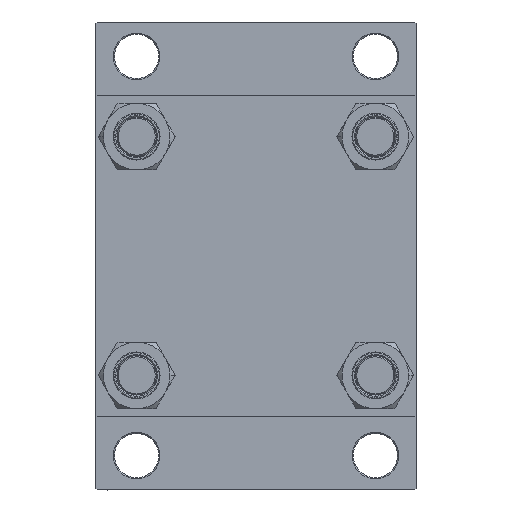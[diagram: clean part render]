
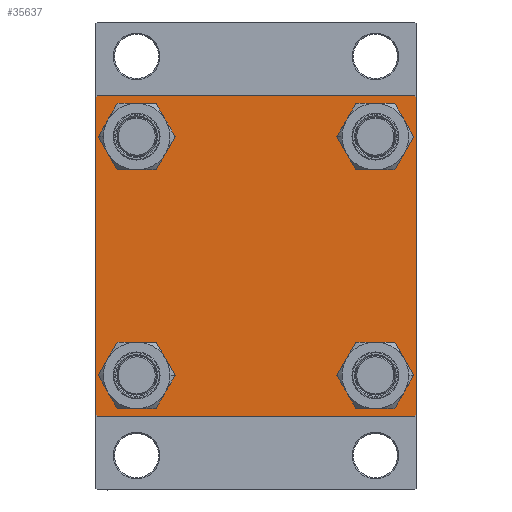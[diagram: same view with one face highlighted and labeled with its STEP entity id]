
A CAD part, left-side view. The second image highlights one B-rep face of the part: STEP entity #35637.
In plain terms, the highlighted planar face has unit normal (-1, 0, 0).
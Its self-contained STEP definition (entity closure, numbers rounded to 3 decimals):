
#211 = CARTESIAN_POINT ( 'NONE',  ( 0., 65., 65. ) ) ;
#262 = LINE ( 'NONE', #7261, #17173 ) ;
#1207 = ORIENTED_EDGE ( 'NONE', *, *, #40591, .T. ) ;
#1378 = CARTESIAN_POINT ( 'NONE',  ( 0., -48.45, 48.45 ) ) ;
#2286 = EDGE_CURVE ( 'NONE', #32767, #15300, #34925, .T. ) ;
#2287 = CARTESIAN_POINT ( 'NONE',  ( 0., 65., -64.5 ) ) ;
#2614 = CARTESIAN_POINT ( 'NONE',  ( 0., -65., 64.5 ) ) ;
#3733 = VECTOR ( 'NONE', #22666, 1000. ) ;
#4289 = ORIENTED_EDGE ( 'NONE', *, *, #15063, .F. ) ;
#4290 = CARTESIAN_POINT ( 'NONE',  ( 0., -48.45, -48.45 ) ) ;
#4347 = ORIENTED_EDGE ( 'NONE', *, *, #44089, .T. ) ;
#4994 = DIRECTION ( 'NONE',  ( 1., 0., 0. ) ) ;
#5104 = PLANE ( 'NONE',  #13547 ) ;
#5728 = CARTESIAN_POINT ( 'NONE',  ( 0., 64.75, -64.75 ) ) ;
#5813 = FACE_OUTER_BOUND ( 'NONE', #39518, .T. ) ;
#5841 = CARTESIAN_POINT ( 'NONE',  ( 0., 48.45, -48.45 ) ) ;
#6386 = EDGE_CURVE ( 'NONE', #41051, #45903, #34306, .T. ) ;
#7151 = EDGE_CURVE ( 'NONE', #15300, #44068, #35686, .T. ) ;
#7171 = VERTEX_POINT ( 'NONE', #2614 ) ;
#7261 = CARTESIAN_POINT ( 'NONE',  ( 0., -64.75, 64.75 ) ) ;
#7433 = CARTESIAN_POINT ( 'NONE',  ( 0., -65., -64.5 ) ) ;
#7487 = ORIENTED_EDGE ( 'NONE', *, *, #2286, .T. ) ;
#8376 = DIRECTION ( 'NONE',  ( 0., -1., 0. ) ) ;
#8545 = DIRECTION ( 'NONE',  ( 0., 0., 1. ) ) ;
#9200 = FACE_BOUND ( 'NONE', #34414, .T. ) ;
#9432 = DIRECTION ( 'NONE',  ( 1., 0., 0. ) ) ;
#9874 = CARTESIAN_POINT ( 'NONE',  ( 0., 48.45, -56.95 ) ) ;
#9928 = CIRCLE ( 'NONE', #18395, 8.5 ) ;
#10255 = EDGE_CURVE ( 'NONE', #33054, #34020, #44677, .T. ) ;
#10588 = CARTESIAN_POINT ( 'NONE',  ( 0., 48.45, -39.95 ) ) ;
#10672 = VECTOR ( 'NONE', #23272, 1000. ) ;
#10816 = DIRECTION ( 'NONE',  ( 0., 0., 1. ) ) ;
#10888 = DIRECTION ( 'NONE',  ( 0., 0.707, 0.707 ) ) ;
#11088 = CARTESIAN_POINT ( 'NONE',  ( 0., -64.5, 65. ) ) ;
#11225 = AXIS2_PLACEMENT_3D ( 'NONE', #19656, #19413, #8545 ) ;
#11373 = ORIENTED_EDGE ( 'NONE', *, *, #40210, .T. ) ;
#12038 = CIRCLE ( 'NONE', #24364, 8.5 ) ;
#12739 = DIRECTION ( 'NONE',  ( 0., -0.707, -0.707 ) ) ;
#12788 = EDGE_CURVE ( 'NONE', #17796, #17851, #39869, .T. ) ;
#12825 = DIRECTION ( 'NONE',  ( 0., 0., 1. ) ) ;
#13282 = CARTESIAN_POINT ( 'NONE',  ( 0., 65., 64.5 ) ) ;
#13547 = AXIS2_PLACEMENT_3D ( 'NONE', #39117, #34561, #12825 ) ;
#14850 = CARTESIAN_POINT ( 'NONE',  ( 0., -48.45, -56.95 ) ) ;
#15063 = EDGE_CURVE ( 'NONE', #7171, #44068, #45250, .T. ) ;
#15201 = CARTESIAN_POINT ( 'NONE',  ( 0., 48.45, 39.95 ) ) ;
#15300 = VERTEX_POINT ( 'NONE', #33091 ) ;
#15869 = DIRECTION ( 'NONE',  ( 0., 0., 1. ) ) ;
#15998 = CARTESIAN_POINT ( 'NONE',  ( 0., -48.45, -39.95 ) ) ;
#16084 = ORIENTED_EDGE ( 'NONE', *, *, #47395, .F. ) ;
#16549 = EDGE_CURVE ( 'NONE', #27938, #28348, #9928, .T. ) ;
#16926 = CARTESIAN_POINT ( 'NONE',  ( 0., -48.45, -48.45 ) ) ;
#17173 = VECTOR ( 'NONE', #10888, 1000. ) ;
#17796 = VERTEX_POINT ( 'NONE', #42747 ) ;
#17851 = VERTEX_POINT ( 'NONE', #15201 ) ;
#18320 = LINE ( 'NONE', #211, #3733 ) ;
#18322 = AXIS2_PLACEMENT_3D ( 'NONE', #29165, #26263, #10816 ) ;
#18395 = AXIS2_PLACEMENT_3D ( 'NONE', #16926, #9432, #35260 ) ;
#18782 = DIRECTION ( 'NONE',  ( 0., 0., 1. ) ) ;
#18972 = ORIENTED_EDGE ( 'NONE', *, *, #42992, .T. ) ;
#19152 = CARTESIAN_POINT ( 'NONE',  ( 0., 64.5, -65. ) ) ;
#19413 = DIRECTION ( 'NONE',  ( 1., 0., 0. ) ) ;
#19572 = DIRECTION ( 'NONE',  ( 0., 0.707, -0.707 ) ) ;
#19656 = CARTESIAN_POINT ( 'NONE',  ( 0., 48.45, -48.45 ) ) ;
#20057 = CARTESIAN_POINT ( 'NONE',  ( 0., 64.5, 65. ) ) ;
#21239 = EDGE_LOOP ( 'NONE', ( #26988, #46690 ) ) ;
#22420 = VERTEX_POINT ( 'NONE', #11088 ) ;
#22666 = DIRECTION ( 'NONE',  ( 0., 0., -1. ) ) ;
#23272 = DIRECTION ( 'NONE',  ( 0., 0., -1. ) ) ;
#24072 = LINE ( 'NONE', #5728, #44535 ) ;
#24364 = AXIS2_PLACEMENT_3D ( 'NONE', #5841, #46404, #35291 ) ;
#25144 = VECTOR ( 'NONE', #19572, 1000. ) ;
#25983 = DIRECTION ( 'NONE',  ( 0., 0., 1. ) ) ;
#26263 = DIRECTION ( 'NONE',  ( 1., 0., 0. ) ) ;
#26298 = VECTOR ( 'NONE', #36556, 1000. ) ;
#26635 = CARTESIAN_POINT ( 'NONE',  ( 0., -65., 65. ) ) ;
#26988 = ORIENTED_EDGE ( 'NONE', *, *, #12788, .T. ) ;
#27312 = FACE_BOUND ( 'NONE', #44891, .T. ) ;
#27368 = EDGE_CURVE ( 'NONE', #17851, #17796, #37943, .T. ) ;
#27373 = AXIS2_PLACEMENT_3D ( 'NONE', #1378, #4994, #15869 ) ;
#27568 = ORIENTED_EDGE ( 'NONE', *, *, #7151, .T. ) ;
#27608 = CIRCLE ( 'NONE', #18322, 8.5 ) ;
#27938 = VERTEX_POINT ( 'NONE', #14850 ) ;
#28204 = DIRECTION ( 'NONE',  ( 0., -0.707, 0.707 ) ) ;
#28348 = VERTEX_POINT ( 'NONE', #15998 ) ;
#28503 = EDGE_CURVE ( 'NONE', #7171, #22420, #262, .T. ) ;
#29165 = CARTESIAN_POINT ( 'NONE',  ( 0., -48.45, 48.45 ) ) ;
#29449 = AXIS2_PLACEMENT_3D ( 'NONE', #38607, #41760, #46097 ) ;
#29615 = CARTESIAN_POINT ( 'NONE',  ( 0., 48.45, 48.45 ) ) ;
#29841 = CIRCLE ( 'NONE', #11225, 8.5 ) ;
#29843 = AXIS2_PLACEMENT_3D ( 'NONE', #29615, #40238, #25983 ) ;
#31048 = LINE ( 'NONE', #41445, #36162 ) ;
#31080 = ORIENTED_EDGE ( 'NONE', *, *, #6386, .T. ) ;
#32487 = VERTEX_POINT ( 'NONE', #9874 ) ;
#32542 = DIRECTION ( 'NONE',  ( 1., 0., 0. ) ) ;
#32767 = VERTEX_POINT ( 'NONE', #19152 ) ;
#33054 = VERTEX_POINT ( 'NONE', #20057 ) ;
#33091 = CARTESIAN_POINT ( 'NONE',  ( 0., -64.5, -65. ) ) ;
#34020 = VERTEX_POINT ( 'NONE', #13282 ) ;
#34306 = CIRCLE ( 'NONE', #27373, 8.5 ) ;
#34414 = EDGE_LOOP ( 'NONE', ( #4347, #31080 ) ) ;
#34561 = DIRECTION ( 'NONE',  ( -1., 0., 0. ) ) ;
#34925 = LINE ( 'NONE', #39244, #26298 ) ;
#35028 = FACE_BOUND ( 'NONE', #21239, .T. ) ;
#35260 = DIRECTION ( 'NONE',  ( 0., 0., 1. ) ) ;
#35291 = DIRECTION ( 'NONE',  ( 0., 0., 1. ) ) ;
#35637 = ADVANCED_FACE ( 'NONE', ( #9200, #27312, #38887, #35028, #5813 ), #5104, .T. ) ;
#35686 = LINE ( 'NONE', #47027, #40482 ) ;
#35931 = AXIS2_PLACEMENT_3D ( 'NONE', #4290, #32542, #18782 ) ;
#36162 = VECTOR ( 'NONE', #8376, 1000. ) ;
#36202 = ORIENTED_EDGE ( 'NONE', *, *, #28503, .T. ) ;
#36556 = DIRECTION ( 'NONE',  ( 0., -1., 0. ) ) ;
#37943 = CIRCLE ( 'NONE', #29449, 8.5 ) ;
#38607 = CARTESIAN_POINT ( 'NONE',  ( 0., 48.45, 48.45 ) ) ;
#38801 = VERTEX_POINT ( 'NONE', #10588 ) ;
#38887 = FACE_BOUND ( 'NONE', #43873, .T. ) ;
#39117 = CARTESIAN_POINT ( 'NONE',  ( 0., 0., 0. ) ) ;
#39234 = EDGE_CURVE ( 'NONE', #38801, #32487, #29841, .T. ) ;
#39244 = CARTESIAN_POINT ( 'NONE',  ( 0., 65., -65. ) ) ;
#39518 = EDGE_LOOP ( 'NONE', ( #44487, #18972, #7487, #27568, #4289, #36202, #16084, #39632 ) ) ;
#39632 = ORIENTED_EDGE ( 'NONE', *, *, #10255, .T. ) ;
#39869 = CIRCLE ( 'NONE', #29843, 8.5 ) ;
#40210 = EDGE_CURVE ( 'NONE', #32487, #38801, #12038, .T. ) ;
#40238 = DIRECTION ( 'NONE',  ( 1., 0., 0. ) ) ;
#40482 = VECTOR ( 'NONE', #28204, 1000. ) ;
#40591 = EDGE_CURVE ( 'NONE', #28348, #27938, #43619, .T. ) ;
#41044 = VERTEX_POINT ( 'NONE', #2287 ) ;
#41051 = VERTEX_POINT ( 'NONE', #46472 ) ;
#41445 = CARTESIAN_POINT ( 'NONE',  ( 0., 65., 65. ) ) ;
#41525 = ORIENTED_EDGE ( 'NONE', *, *, #39234, .T. ) ;
#41760 = DIRECTION ( 'NONE',  ( 1., 0., 0. ) ) ;
#42003 = CARTESIAN_POINT ( 'NONE',  ( 0., 64.75, 64.75 ) ) ;
#42556 = CARTESIAN_POINT ( 'NONE',  ( 0., -48.45, 56.95 ) ) ;
#42747 = CARTESIAN_POINT ( 'NONE',  ( 0., 48.45, 56.95 ) ) ;
#42992 = EDGE_CURVE ( 'NONE', #41044, #32767, #24072, .T. ) ;
#43619 = CIRCLE ( 'NONE', #35931, 8.5 ) ;
#43873 = EDGE_LOOP ( 'NONE', ( #41525, #11373 ) ) ;
#44068 = VERTEX_POINT ( 'NONE', #7433 ) ;
#44089 = EDGE_CURVE ( 'NONE', #45903, #41051, #27608, .T. ) ;
#44423 = ORIENTED_EDGE ( 'NONE', *, *, #16549, .T. ) ;
#44487 = ORIENTED_EDGE ( 'NONE', *, *, #47076, .T. ) ;
#44535 = VECTOR ( 'NONE', #12739, 1000. ) ;
#44677 = LINE ( 'NONE', #42003, #25144 ) ;
#44891 = EDGE_LOOP ( 'NONE', ( #1207, #44423 ) ) ;
#45250 = LINE ( 'NONE', #26635, #10672 ) ;
#45903 = VERTEX_POINT ( 'NONE', #42556 ) ;
#46097 = DIRECTION ( 'NONE',  ( 0., 0., 1. ) ) ;
#46404 = DIRECTION ( 'NONE',  ( 1., 0., 0. ) ) ;
#46472 = CARTESIAN_POINT ( 'NONE',  ( 0., -48.45, 39.95 ) ) ;
#46690 = ORIENTED_EDGE ( 'NONE', *, *, #27368, .T. ) ;
#47027 = CARTESIAN_POINT ( 'NONE',  ( 0., -64.75, -64.75 ) ) ;
#47076 = EDGE_CURVE ( 'NONE', #34020, #41044, #18320, .T. ) ;
#47395 = EDGE_CURVE ( 'NONE', #33054, #22420, #31048, .T. ) ;
